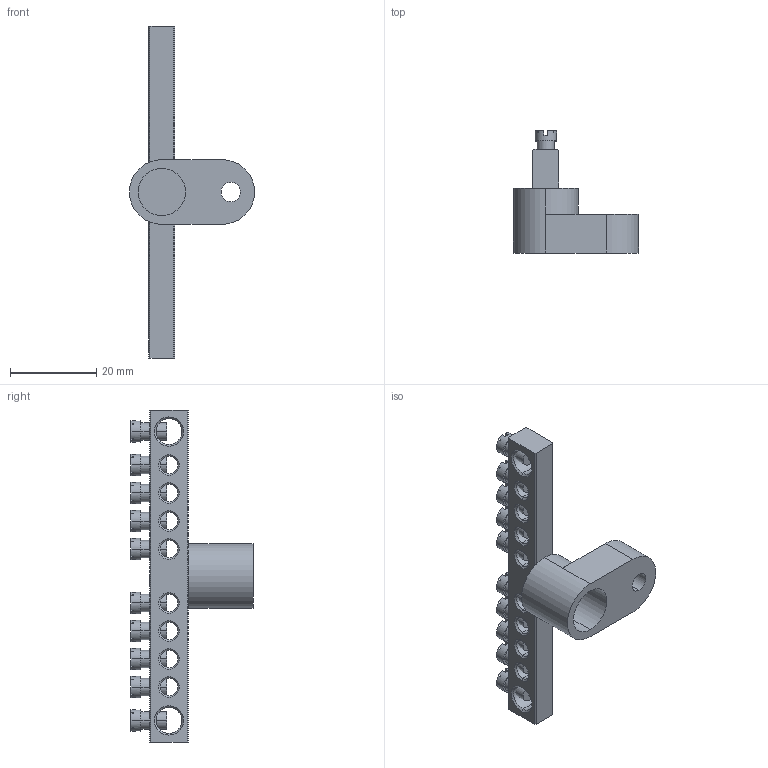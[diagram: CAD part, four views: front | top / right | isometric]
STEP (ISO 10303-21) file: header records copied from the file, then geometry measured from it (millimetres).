
FILE_DESCRIPTION (( 'STEP AP214' ), '1' );
FILE_NAME ('YNN10-69-10C1-K05 Øèíà PE çåìëÿ íà îäíîì óãëîâîì èçîë ØÍÈ-6õ9-10-Ó1-Æ ÈÝÊ.STEP', '2016-08-24T08:25:42', ( 'user' ), ( '' ), 'SwSTEP 2.0', 'SolidWorks 2014', '' );
FILE_SCHEMA (( 'AUTOMOTIVE_DESIGN' ));
Length unit declared in the file: millimetre
Products named in the file (4): YNN10-69-10C1-K05 Øèíà PE çåìëÿ íà îäíîì óãëîâîì èçîë ØÍÈ-6õ9-10-Ó1-Æ ÈÝÊ; Óãëîâîé èçîëÿòîð äëÿ 0 øèíû æ¸ëòûé; Øèíà ÂõÍ n-1_6å9 10-1; Âèíò_Œ4
Assembly tree (12 placements, depth 2):
  YNN10-69-10C1-K05 Øèíà PE çåìëÿ íà îäíîì óãëîâîì èçîë ØÍÈ-6õ9-10-Ó1-Æ ÈÝÊ
    Óãëîâîé èçîëÿòîð äëÿ 0 øèíû æ¸ëòûé
    Øèíà ÂõÍ n-1_6å9 10-1
    Âèíò_Œ4  x10
Bounding box: 29 x 28.3 x 77 mm (x, y, z)
Volume: 7415.8 mm3; surface area: 6810.5 mm2
Topology: 12 solids, 12 shells, 529 faces, 1416 edges, 912 vertices
Faces by surface type: plane 326, cone 114, cylinder 89
Entity records: 6087 total; most frequent: CARTESIAN_POINT 1465, DIRECTION 927, ORIENTED_EDGE 830, EDGE_CURVE 415, AXIS2_PLACEMENT_3D 363, VERTEX_POINT 255, EDGE_LOOP 216, VECTOR 201
